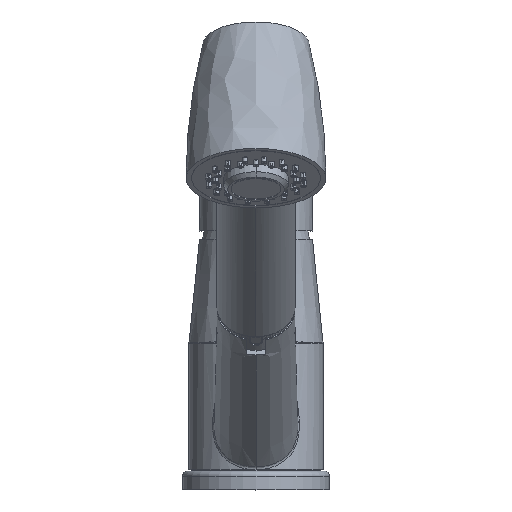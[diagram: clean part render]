
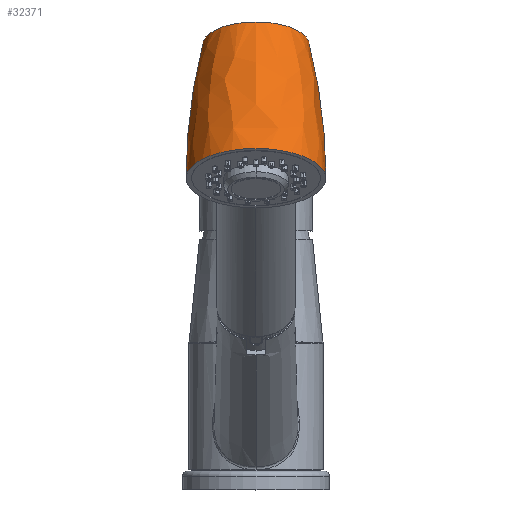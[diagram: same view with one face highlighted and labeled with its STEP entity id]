
A CAD part, top view. The second image highlights one B-rep face of the part: STEP entity #32371.
In plain terms, the highlighted free-form (B-spline) face has degree [3, 3] with [7, 4] control points.
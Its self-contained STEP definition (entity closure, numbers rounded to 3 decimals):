
#5787=CARTESIAN_POINT('',(219.125,114.566,199.401));
#5788=DIRECTION('',(0.,-0.423,-0.906));
#5789=DIRECTION('',(-1.,0.,0.));
#5790=AXIS2_PLACEMENT_3D('',#5787,#5788,#5789);
#5797=CARTESIAN_POINT('',(-219.125,114.566,199.401));
#5798=DIRECTION('',(0.,0.423,0.906));
#5799=DIRECTION('',(1.,0.,0.));
#5800=AXIS2_PLACEMENT_3D('',#5797,#5798,#5799);
#5959=CARTESIAN_POINT('',(0.,164.266,
176.225));
#5960=DIRECTION('',(0.,0.906,-0.423));
#5961=DIRECTION('',(-1.,0.,0.));
#5962=AXIS2_PLACEMENT_3D('',#5959,#5960,#5961);
#5964=CARTESIAN_POINT('',(0.,114.566,
199.401));
#5965=DIRECTION('',(0.,-0.906,0.423));
#5966=DIRECTION('',(1.,0.,0.));
#5967=AXIS2_PLACEMENT_3D('',#5964,#5965,#5966);
#22215=CARTESIAN_POINT('',(26.,114.566,199.401));
#22216=CARTESIAN_POINT('',(-26.,114.566,199.401));
#22217=VERTEX_POINT('',#22215);
#22218=VERTEX_POINT('',#22216);
#22246=CARTESIAN_POINT('',(-19.787,164.266,
176.225));
#22247=CARTESIAN_POINT('',(19.787,164.266,176.225));
#22248=VERTEX_POINT('',#22246);
#22249=VERTEX_POINT('',#22247);
#32335=CARTESIAN_POINT('',(19.499,164.724,174.658));
#32336=CARTESIAN_POINT('',(23.874,147.651,182.316));
#32337=CARTESIAN_POINT('',(26.033,130.288,190.263));
#32338=CARTESIAN_POINT('',(25.946,112.874,198.389));
#32339=CARTESIAN_POINT('',(20.254,169.796,185.533));
#32340=CARTESIAN_POINT('',(24.798,153.86,195.631));
#32341=CARTESIAN_POINT('',(27.041,137.058,204.782));
#32342=CARTESIAN_POINT('',(26.951,119.622,212.86));
#32343=CARTESIAN_POINT('',(12.023,173.5,193.477));
#32344=CARTESIAN_POINT('',(14.721,158.395,205.357));
#32345=CARTESIAN_POINT('',(16.052,142.004,215.387));
#32346=CARTESIAN_POINT('',(15.999,124.551,223.43));
#32347=CARTESIAN_POINT('',(0.,173.5,
193.477));
#32348=CARTESIAN_POINT('',(0.,158.395,
205.357));
#32349=CARTESIAN_POINT('',(0.,142.004,
215.387));
#32350=CARTESIAN_POINT('',(0.,124.551,
223.43));
#32351=CARTESIAN_POINT('',(-12.023,173.5,
193.477));
#32352=CARTESIAN_POINT('',(-14.721,158.395,
205.357));
#32353=CARTESIAN_POINT('',(-16.052,142.004,
215.387));
#32354=CARTESIAN_POINT('',(-15.999,124.551,
223.43));
#32355=CARTESIAN_POINT('',(-20.254,169.796,
185.533));
#32356=CARTESIAN_POINT('',(-24.798,153.86,
195.631));
#32357=CARTESIAN_POINT('',(-27.041,137.058,
204.782));
#32358=CARTESIAN_POINT('',(-26.951,119.622,
212.86));
#32359=CARTESIAN_POINT('',(-19.499,164.724,
174.658));
#32360=CARTESIAN_POINT('',(-23.874,147.651,
182.316));
#32361=CARTESIAN_POINT('',(-26.033,130.288,
190.263));
#32362=CARTESIAN_POINT('',(-25.946,112.874,
198.389));
#32363=(BOUNDED_SURFACE()B_SPLINE_SURFACE(3,3,((#32335,#32336,#32337,#32338),(
#32339,#32340,#32341,#32342),(#32343,#32344,#32345,#32346),(#32347,#32348,
#32349,#32350),(#32351,#32352,#32353,#32354),(#32355,#32356,#32357,#32358),(
#32359,#32360,#32361,#32362)),.UNSPECIFIED.,.F.,.F.,.F.)B_SPLINE_SURFACE_WITH_KNOTS((4,3,4),(4,4),(0.,1.,2.),(0.,1.),.UNSPECIFIED.)GEOMETRIC_REPRESENTATION_ITEM()RATIONAL_B_SPLINE_SURFACE(((1.191,1.186,
1.186,1.191),(0.941,0.937,
0.937,0.941),(0.941,0.937,
0.937,0.941),(1.191,1.186,
1.186,1.191),(0.941,0.937,
0.937,0.941),(0.941,0.937,
0.937,0.941),(1.191,1.186,
1.186,1.191)))REPRESENTATION_ITEM('')SURFACE());
#32364=ORIENTED_EDGE('',*,*,#32072,.T.);
#32365=ORIENTED_EDGE('',*,*,#32320,.F.);
#32367=ORIENTED_EDGE('',*,*,#32366,.T.);
#32368=ORIENTED_EDGE('',*,*,#32316,.T.);
#32369=EDGE_LOOP('',(#32364,#32365,#32367,#32368));
#32370=FACE_OUTER_BOUND('',#32369,.F.);
#32371=ADVANCED_FACE('',(#32370),#32363,.T.);
#5791=CIRCLE('',#5790,245.125);
#5801=CIRCLE('',#5800,245.125);
#5963=CIRCLE('',#5962,19.787);
#5968=CIRCLE('',#5967,26.);
#32072=EDGE_CURVE('',#22248,#22249,#5963,.T.);
#32316=EDGE_CURVE('',#22218,#22248,#5791,.T.);
#32320=EDGE_CURVE('',#22217,#22249,#5801,.T.);
#32366=EDGE_CURVE('',#22217,#22218,#5968,.T.);
